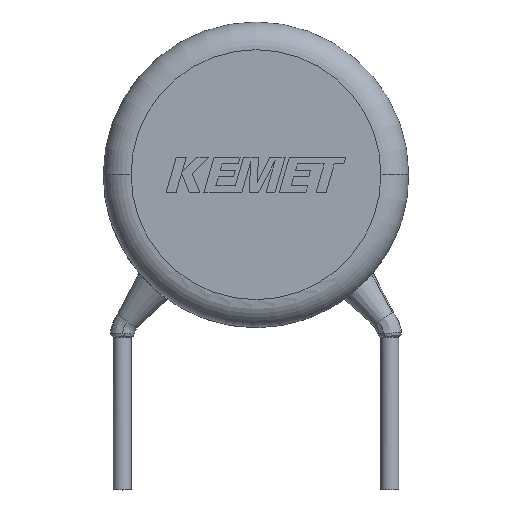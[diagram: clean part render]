
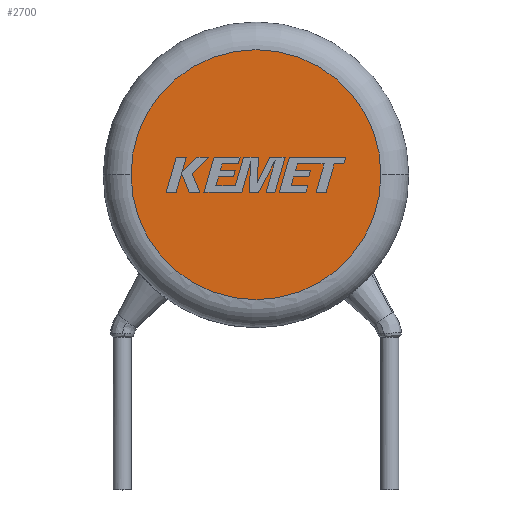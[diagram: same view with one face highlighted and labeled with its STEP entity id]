
A CAD part, top view. The second image highlights one B-rep face of the part: STEP entity #2700.
In plain terms, the highlighted planar face has unit normal (0, 0, 1).
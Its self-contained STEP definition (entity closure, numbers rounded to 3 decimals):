
#232 = CARTESIAN_POINT ( 'NONE',  ( 0., 0., 5. ) ) ;
#360 = DIRECTION ( 'NONE',  ( 1., 0., 0. ) ) ;
#630 = EDGE_LOOP ( 'NONE', ( #2960, #4082 ) ) ;
#822 = AXIS2_PLACEMENT_3D ( 'NONE', #232, #4189, #3538 ) ;
#949 = CARTESIAN_POINT ( 'NONE',  ( -4.5, 0., 5. ) ) ;
#1028 = DIRECTION ( 'NONE',  ( 0., 0., 1. ) ) ;
#1139 = CARTESIAN_POINT ( 'NONE',  ( 4.5, 0., 5. ) ) ;
#1553 = EDGE_CURVE ( 'NONE', #2068, #1563, #4128, .T. ) ;
#1563 = VERTEX_POINT ( 'NONE', #1139 ) ;
#1979 = CARTESIAN_POINT ( 'NONE',  ( 0., 0., 5. ) ) ;
#2068 = VERTEX_POINT ( 'NONE', #949 ) ;
#2164 = FACE_OUTER_BOUND ( 'NONE', #630, .T. ) ;
#2494 = DIRECTION ( 'NONE',  ( 1., 0., 0. ) ) ;
#2553 = AXIS2_PLACEMENT_3D ( 'NONE', #1979, #1028, #360 ) ;
#2700 = ADVANCED_FACE ( 'NONE', ( #2164 ), #3600, .T. ) ;
#2752 = AXIS2_PLACEMENT_3D ( 'NONE', #3450, #3803, #2494 ) ;
#2960 = ORIENTED_EDGE ( 'NONE', *, *, #3708, .T. ) ;
#3450 = CARTESIAN_POINT ( 'NONE',  ( 0., 0., 5. ) ) ;
#3538 = DIRECTION ( 'NONE',  ( 1., 0., 0. ) ) ;
#3600 = PLANE ( 'NONE',  #2553 ) ;
#3708 = EDGE_CURVE ( 'NONE', #1563, #2068, #4020, .T. ) ;
#3803 = DIRECTION ( 'NONE',  ( 0., 0., 1. ) ) ;
#4020 = CIRCLE ( 'NONE', #822, 4.5 ) ;
#4082 = ORIENTED_EDGE ( 'NONE', *, *, #1553, .T. ) ;
#4128 = CIRCLE ( 'NONE', #2752, 4.5 ) ;
#4189 = DIRECTION ( 'NONE',  ( 0., 0., 1. ) ) ;
